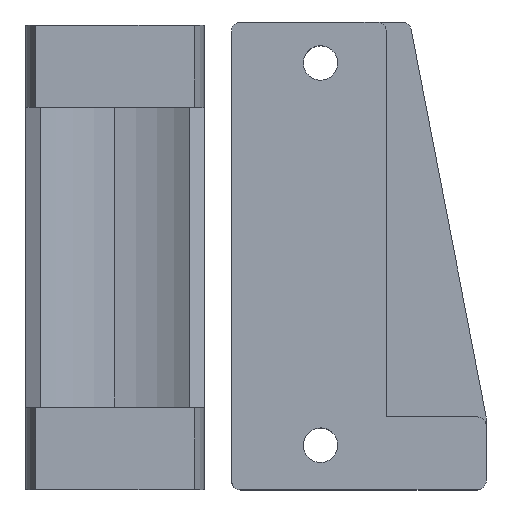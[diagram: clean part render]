
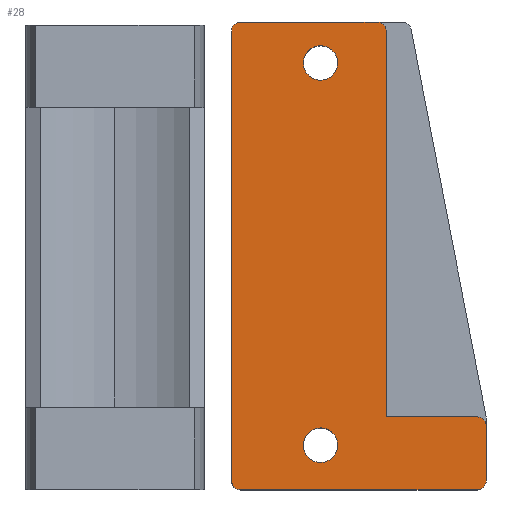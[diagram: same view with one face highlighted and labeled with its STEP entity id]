
A CAD part, top view. The second image highlights one B-rep face of the part: STEP entity #28.
In plain terms, the highlighted planar face has unit normal (0, 0, 1).
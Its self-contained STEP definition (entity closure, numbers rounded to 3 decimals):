
#28=ADVANCED_FACE('',(#116,#98,#99),#1224,.T.);
#98=FACE_BOUND('',#188,.T.);
#99=FACE_BOUND('',#189,.T.);
#116=FACE_OUTER_BOUND('',#187,.T.);
#187=EDGE_LOOP('',(#279,#280,#281,#282,#283,#284,#285,#286,#287,#288,#289));
#188=EDGE_LOOP('',(#290,#291));
#189=EDGE_LOOP('',(#292,#293));
#279=ORIENTED_EDGE('',*,*,#714,.F.);
#280=ORIENTED_EDGE('',*,*,#686,.F.);
#281=ORIENTED_EDGE('',*,*,#698,.F.);
#282=ORIENTED_EDGE('',*,*,#682,.F.);
#283=ORIENTED_EDGE('',*,*,#694,.F.);
#284=ORIENTED_EDGE('',*,*,#684,.F.);
#285=ORIENTED_EDGE('',*,*,#696,.F.);
#286=ORIENTED_EDGE('',*,*,#700,.F.);
#287=ORIENTED_EDGE('',*,*,#713,.F.);
#288=ORIENTED_EDGE('',*,*,#666,.F.);
#289=ORIENTED_EDGE('',*,*,#701,.F.);
#290=ORIENTED_EDGE('',*,*,#735,.F.);
#291=ORIENTED_EDGE('',*,*,#678,.F.);
#292=ORIENTED_EDGE('',*,*,#738,.F.);
#293=ORIENTED_EDGE('',*,*,#681,.F.);
#666=EDGE_CURVE('',#1056,#1079,#859,.T.);
#678=EDGE_CURVE('',#1062,#1101,#942,.T.);
#681=EDGE_CURVE('',#1064,#1103,#945,.T.);
#682=EDGE_CURVE('',#1067,#1066,#863,.T.);
#684=EDGE_CURVE('',#1071,#1070,#865,.T.);
#686=EDGE_CURVE('',#1075,#1086,#867,.T.);
#694=EDGE_CURVE('',#1070,#1067,#946,.T.);
#696=EDGE_CURVE('',#1074,#1071,#948,.T.);
#698=EDGE_CURVE('',#1066,#1075,#950,.T.);
#700=EDGE_CURVE('',#1080,#1074,#875,.T.);
#701=EDGE_CURVE('',#1082,#1056,#876,.T.);
#713=EDGE_CURVE('',#1079,#1080,#953,.T.);
#714=EDGE_CURVE('',#1086,#1082,#954,.T.);
#735=EDGE_CURVE('',#1101,#1062,#971,.T.);
#738=EDGE_CURVE('',#1103,#1064,#974,.T.);
#859=B_SPLINE_CURVE_WITH_KNOTS('',1,(#1533,#1534),.UNSPECIFIED.,.F.,.F.,
(2,2),(17.,24.273),.UNSPECIFIED.);
#863=B_SPLINE_CURVE_WITH_KNOTS('',1,(#1589,#1590),.UNSPECIFIED.,.F.,.F.,
(2,2),(0.886,44.658),.UNSPECIFIED.);
#865=B_SPLINE_CURVE_WITH_KNOTS('',1,(#1593,#1594),.UNSPECIFIED.,.F.,.F.,
(2,2),(125.893,149.107),.UNSPECIFIED.);
#867=B_SPLINE_CURVE_WITH_KNOTS('',1,(#1597,#1598),.UNSPECIFIED.,.F.,.F.,
(2,2),(1.,16.),.UNSPECIFIED.);
#875=B_SPLINE_CURVE_WITH_KNOTS('',1,(#1631,#1632),.UNSPECIFIED.,.F.,.F.,
(2,2),(120.625,124.375),.UNSPECIFIED.);
#876=B_SPLINE_CURVE_WITH_KNOTS('',1,(#1633,#1634),.UNSPECIFIED.,.F.,.F.,
(2,2),(-44.504,-5.),.UNSPECIFIED.);
#942=(
BOUNDED_CURVE()
B_SPLINE_CURVE(2,(#1572,#1573,#1574,#1575,#1576),.UNSPECIFIED.,.F.,.F.)
B_SPLINE_CURVE_WITH_KNOTS((3,2,3),(0.,2.985,5.969),
 .UNSPECIFIED.)
CURVE()
GEOMETRIC_REPRESENTATION_ITEM()
RATIONAL_B_SPLINE_CURVE((1.,0.707,1.,0.707,1.))
REPRESENTATION_ITEM('')
);
#945=(
BOUNDED_CURVE()
B_SPLINE_CURVE(2,(#1584,#1585,#1586,#1587,#1588),.UNSPECIFIED.,.F.,.F.)
B_SPLINE_CURVE_WITH_KNOTS((3,2,3),(0.,2.985,5.969),
 .UNSPECIFIED.)
CURVE()
GEOMETRIC_REPRESENTATION_ITEM()
RATIONAL_B_SPLINE_CURVE((1.,0.707,1.,0.707,1.))
REPRESENTATION_ITEM('')
);
#946=(
BOUNDED_CURVE()
B_SPLINE_CURVE(2,(#1613,#1614,#1615),.UNSPECIFIED.,.F.,.F.)
B_SPLINE_CURVE_WITH_KNOTS((3,3),(-1.571,0.),.UNSPECIFIED.)
CURVE()
GEOMETRIC_REPRESENTATION_ITEM()
RATIONAL_B_SPLINE_CURVE((1.,0.707,1.))
REPRESENTATION_ITEM('')
);
#948=(
BOUNDED_CURVE()
B_SPLINE_CURVE(2,(#1619,#1620,#1621),.UNSPECIFIED.,.F.,.F.)
B_SPLINE_CURVE_WITH_KNOTS((3,3),(0.,1.571),.UNSPECIFIED.)
CURVE()
GEOMETRIC_REPRESENTATION_ITEM()
RATIONAL_B_SPLINE_CURVE((1.,0.707,1.))
REPRESENTATION_ITEM('')
);
#950=(
BOUNDED_CURVE()
B_SPLINE_CURVE(2,(#1625,#1626,#1627),.UNSPECIFIED.,.F.,.F.)
B_SPLINE_CURVE_WITH_KNOTS((3,3),(0.,1.571),.UNSPECIFIED.)
CURVE()
GEOMETRIC_REPRESENTATION_ITEM()
RATIONAL_B_SPLINE_CURVE((1.,0.707,1.))
REPRESENTATION_ITEM('')
);
#953=(
BOUNDED_CURVE()
B_SPLINE_CURVE(2,(#1658,#1659,#1660),.UNSPECIFIED.,.F.,.F.)
B_SPLINE_CURVE_WITH_KNOTS((3,3),(-1.571,0.),.UNSPECIFIED.)
CURVE()
GEOMETRIC_REPRESENTATION_ITEM()
RATIONAL_B_SPLINE_CURVE((1.,0.707,1.))
REPRESENTATION_ITEM('')
);
#954=(
BOUNDED_CURVE()
B_SPLINE_CURVE(2,(#1661,#1662,#1663),.UNSPECIFIED.,.F.,.F.)
B_SPLINE_CURVE_WITH_KNOTS((3,3),(-1.571,0.),.UNSPECIFIED.)
CURVE()
GEOMETRIC_REPRESENTATION_ITEM()
RATIONAL_B_SPLINE_CURVE((1.,0.707,1.))
REPRESENTATION_ITEM('')
);
#971=(
BOUNDED_CURVE()
B_SPLINE_CURVE(2,(#1730,#1731,#1732,#1733,#1734),.UNSPECIFIED.,.F.,.F.)
B_SPLINE_CURVE_WITH_KNOTS((3,2,3),(5.969,8.954,11.938),
 .UNSPECIFIED.)
CURVE()
GEOMETRIC_REPRESENTATION_ITEM()
RATIONAL_B_SPLINE_CURVE((1.,0.707,1.,0.707,1.))
REPRESENTATION_ITEM('')
);
#974=(
BOUNDED_CURVE()
B_SPLINE_CURVE(2,(#1742,#1743,#1744,#1745,#1746),.UNSPECIFIED.,.F.,.F.)
B_SPLINE_CURVE_WITH_KNOTS((3,2,3),(5.969,8.954,11.938),
 .UNSPECIFIED.)
CURVE()
GEOMETRIC_REPRESENTATION_ITEM()
RATIONAL_B_SPLINE_CURVE((1.,0.707,1.,0.707,1.))
REPRESENTATION_ITEM('')
);
#1056=VERTEX_POINT('',#1473);
#1062=VERTEX_POINT('',#1479);
#1064=VERTEX_POINT('',#1481);
#1066=VERTEX_POINT('',#1483);
#1067=VERTEX_POINT('',#1484);
#1070=VERTEX_POINT('',#1487);
#1071=VERTEX_POINT('',#1488);
#1074=VERTEX_POINT('',#1491);
#1075=VERTEX_POINT('',#1492);
#1079=VERTEX_POINT('',#1496);
#1080=VERTEX_POINT('',#1497);
#1082=VERTEX_POINT('',#1499);
#1086=VERTEX_POINT('',#1503);
#1101=VERTEX_POINT('',#1518);
#1103=VERTEX_POINT('',#1520);
#1224=PLANE('',#1267);
#1267=AXIS2_PLACEMENT_3D('',#1319,#1293,$);
#1293=DIRECTION('',(0.,0.,1.));
#1319=CARTESIAN_POINT('',(31.21,-165.,-124.875));
#1473=CARTESIAN_POINT('',(48.21,-157.,-124.875));
#1479=CARTESIAN_POINT('',(41.001,-158.206,-124.875));
#1481=CARTESIAN_POINT('',(41.001,-116.206,-124.875));
#1483=CARTESIAN_POINT('',(31.21,-114.606,-124.875));
#1484=CARTESIAN_POINT('',(31.21,-164.,-124.875));
#1487=CARTESIAN_POINT('',(32.21,-165.,-124.875));
#1488=CARTESIAN_POINT('',(58.21,-165.,-124.875));
#1491=CARTESIAN_POINT('',(59.21,-164.,-124.875));
#1492=CARTESIAN_POINT('',(32.21,-113.606,-124.875));
#1496=CARTESIAN_POINT('',(58.21,-157.,-124.875));
#1497=CARTESIAN_POINT('',(59.21,-158.,-124.875));
#1499=CARTESIAN_POINT('',(48.21,-114.606,-124.875));
#1503=CARTESIAN_POINT('',(47.21,-113.606,-124.875));
#1518=CARTESIAN_POINT('',(41.001,-162.006,-124.875));
#1520=CARTESIAN_POINT('',(41.001,-120.006,-124.875));
#1533=CARTESIAN_POINT('',(48.21,-157.,-124.875));
#1534=CARTESIAN_POINT('',(58.21,-157.,-124.875));
#1572=CARTESIAN_POINT('',(41.001,-158.206,-124.875));
#1573=CARTESIAN_POINT('',(39.101,-158.206,-124.875));
#1574=CARTESIAN_POINT('',(39.101,-160.106,-124.875));
#1575=CARTESIAN_POINT('',(39.101,-162.006,-124.875));
#1576=CARTESIAN_POINT('',(41.001,-162.006,-124.875));
#1584=CARTESIAN_POINT('',(41.001,-116.206,-124.875));
#1585=CARTESIAN_POINT('',(39.101,-116.206,-124.875));
#1586=CARTESIAN_POINT('',(39.101,-118.106,-124.875));
#1587=CARTESIAN_POINT('',(39.101,-120.006,-124.875));
#1588=CARTESIAN_POINT('',(41.001,-120.006,-124.875));
#1589=CARTESIAN_POINT('',(31.21,-164.,-124.875));
#1590=CARTESIAN_POINT('',(31.21,-114.606,-124.875));
#1593=CARTESIAN_POINT('',(58.21,-165.,-124.875));
#1594=CARTESIAN_POINT('',(32.21,-165.,-124.875));
#1597=CARTESIAN_POINT('',(32.21,-113.606,-124.875));
#1598=CARTESIAN_POINT('',(47.21,-113.606,-124.875));
#1613=CARTESIAN_POINT('',(32.21,-165.,-124.875));
#1614=CARTESIAN_POINT('',(31.21,-165.,-124.875));
#1615=CARTESIAN_POINT('',(31.21,-164.,-124.875));
#1619=CARTESIAN_POINT('',(59.21,-164.,-124.875));
#1620=CARTESIAN_POINT('',(59.21,-165.,-124.875));
#1621=CARTESIAN_POINT('',(58.21,-165.,-124.875));
#1625=CARTESIAN_POINT('',(31.21,-114.606,-124.875));
#1626=CARTESIAN_POINT('',(31.21,-113.606,-124.875));
#1627=CARTESIAN_POINT('',(32.21,-113.606,-124.875));
#1631=CARTESIAN_POINT('',(59.21,-158.,-124.875));
#1632=CARTESIAN_POINT('',(59.21,-164.,-124.875));
#1633=CARTESIAN_POINT('',(48.21,-114.606,-124.875));
#1634=CARTESIAN_POINT('',(48.21,-157.,-124.875));
#1658=CARTESIAN_POINT('',(58.21,-157.,-124.875));
#1659=CARTESIAN_POINT('',(59.21,-157.,-124.875));
#1660=CARTESIAN_POINT('',(59.21,-158.,-124.875));
#1661=CARTESIAN_POINT('',(47.21,-113.606,-124.875));
#1662=CARTESIAN_POINT('',(48.21,-113.606,-124.875));
#1663=CARTESIAN_POINT('',(48.21,-114.606,-124.875));
#1730=CARTESIAN_POINT('',(41.001,-162.006,-124.875));
#1731=CARTESIAN_POINT('',(42.901,-162.006,-124.875));
#1732=CARTESIAN_POINT('',(42.901,-160.106,-124.875));
#1733=CARTESIAN_POINT('',(42.901,-158.206,-124.875));
#1734=CARTESIAN_POINT('',(41.001,-158.206,-124.875));
#1742=CARTESIAN_POINT('',(41.001,-120.006,-124.875));
#1743=CARTESIAN_POINT('',(42.901,-120.006,-124.875));
#1744=CARTESIAN_POINT('',(42.901,-118.106,-124.875));
#1745=CARTESIAN_POINT('',(42.901,-116.206,-124.875));
#1746=CARTESIAN_POINT('',(41.001,-116.206,-124.875));
